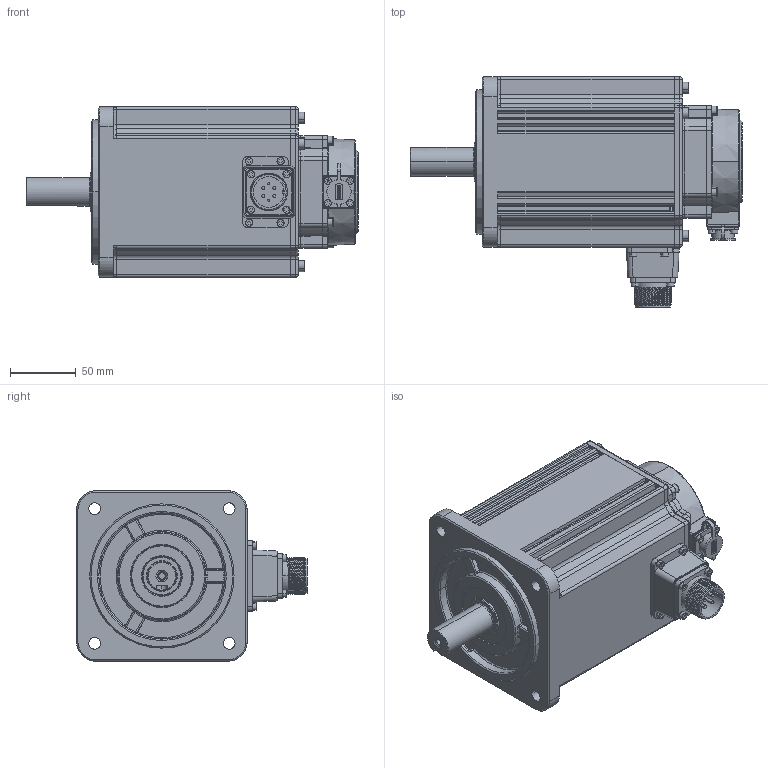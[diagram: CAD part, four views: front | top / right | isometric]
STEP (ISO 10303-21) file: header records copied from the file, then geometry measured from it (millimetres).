
FILE_DESCRIPTION (( 'STEP AP203' ), '1' );
FILE_NAME ('MS6G-130TL15E2-22P3.STEP', '2023-10-30T07:54:02', ( '' ), ( '' ), 'SwSTEP 2.0', 'SolidWorks 2022', '' );
FILE_SCHEMA (( 'CONFIG_CONTROL_DESIGN' ));
Length unit declared in the file: millimetre
Products named in the file (1): MS6G-130TL15E2-22P3
Bounding box: 253 x 175.9 x 130 mm (x, y, z)
Surface area: 175340.6 mm2 (no closed solid volume)
Topology: 0 solids, 92 shells, 1145 faces, 3717 edges, 2593 vertices
Faces by surface type: plane 462, cylinder 396, bspline 102, torus 102, cone 80, sphere 3
Entity records: 49294 total; most frequent: CARTESIAN_POINT 18589, ORIENTED_EDGE 6173, DIRECTION 5934, EDGE_CURVE 3679, VERTEX_POINT 2590, AXIS2_PLACEMENT_3D 2162, LINE 1610, VECTOR 1610
